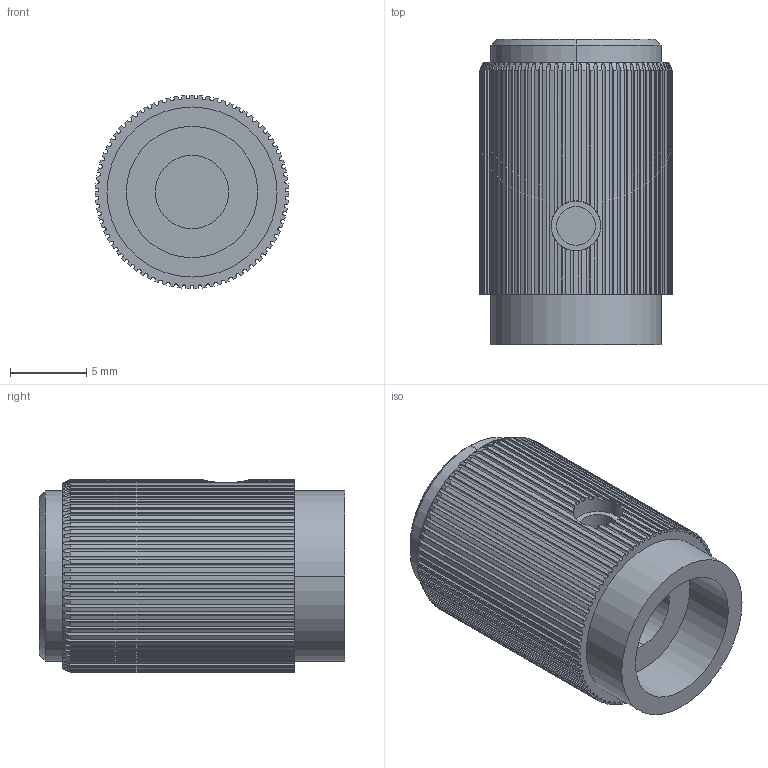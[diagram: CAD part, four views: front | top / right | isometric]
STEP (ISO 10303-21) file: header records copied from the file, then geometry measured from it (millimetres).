
FILE_DESCRIPTION (( 'STEP AP214' ), '1' );
FILE_NAME ('User Library-ALCO-KB500B-1-8S-KNOB.STEP', '2019-03-18T16:52:06', ( '' ), ( '' ), 'SwSTEP 2.0', 'SolidWorks 2019', '' );
FILE_SCHEMA (( 'AUTOMOTIVE_DESIGN' ));
Length unit declared in the file: inch
Products named in the file (1): User Library-ALCO-KB500B-1-8S-KNOB
Bounding box: 12.7 x 20.07 x 12.7 mm (x, y, z)
Volume: 2013.8 mm3; surface area: 1573.4 mm2
Topology: 1 solids, 1 shells, 385 faces, 1136 edges, 758 vertices
Faces by surface type: cylinder 210, plane 171, cone 4
Entity records: 14028 total; most frequent: CARTESIAN_POINT 3746, ORIENTED_EDGE 2272, DIRECTION 2033, EDGE_CURVE 1136, VERTEX_POINT 758, VECTOR 679, LINE 679, AXIS2_PLACEMENT_3D 677
